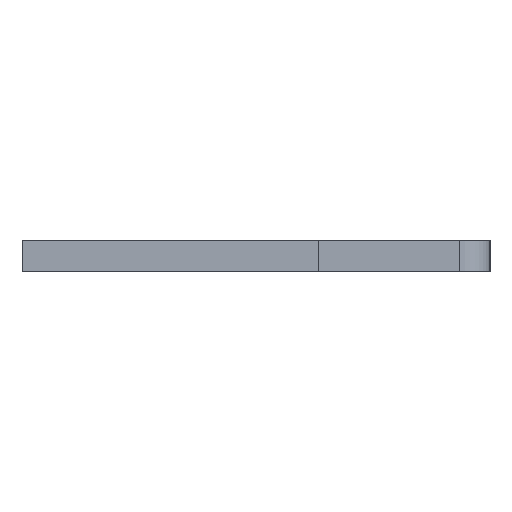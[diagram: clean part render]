
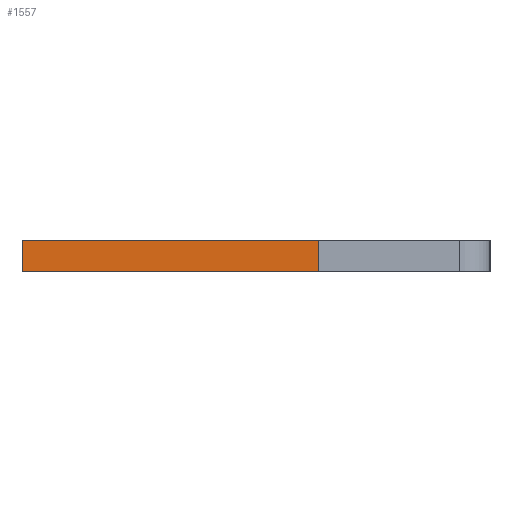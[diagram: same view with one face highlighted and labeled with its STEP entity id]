
A CAD part, left-side view. The second image highlights one B-rep face of the part: STEP entity #1557.
In plain terms, the highlighted face is planar.
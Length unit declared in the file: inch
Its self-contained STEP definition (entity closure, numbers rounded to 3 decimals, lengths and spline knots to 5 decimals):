
#23 = CARTESIAN_POINT ( 'NONE',  ( 0.01, -0.04, -0.04 ) ) ;
#33 = LINE ( 'NONE', #23, #890 ) ;
#100 = AXIS2_PLACEMENT_3D ( 'NONE', #424, #570, #937 ) ;
#109 = CARTESIAN_POINT ( 'NONE',  ( 0.01, 0.15, -0.04 ) ) ;
#128 = LINE ( 'NONE', #184, #437 ) ;
#184 = CARTESIAN_POINT ( 'NONE',  ( 0.01, 0.15, -0.04 ) ) ;
#272 = VERTEX_POINT ( 'NONE', #313 ) ;
#312 = PLANE ( 'NONE',  #100 ) ;
#313 = CARTESIAN_POINT ( 'NONE',  ( -0.01, -0.04, -0.04 ) ) ;
#346 = ORIENTED_EDGE ( 'NONE', *, *, #1355, .F. ) ;
#364 = EDGE_LOOP ( 'NONE', ( #750, #1226, #346, #594 ) ) ;
#424 = CARTESIAN_POINT ( 'NONE',  ( 0.01, 0.15, -0.04 ) ) ;
#437 = VECTOR ( 'NONE', #1598, 39.37008 ) ;
#439 = VECTOR ( 'NONE', #901, 39.37008 ) ;
#513 = LINE ( 'NONE', #1435, #933 ) ;
#522 = CARTESIAN_POINT ( 'NONE',  ( 0.01, 0.15, -0.04 ) ) ;
#570 = DIRECTION ( 'NONE',  ( 0., 0., 1. ) ) ;
#594 = ORIENTED_EDGE ( 'NONE', *, *, #1394, .T. ) ;
#750 = ORIENTED_EDGE ( 'NONE', *, *, #1519, .T. ) ;
#890 = VECTOR ( 'NONE', #1053, 39.37008 ) ;
#901 = DIRECTION ( 'NONE',  ( -1., 0., 0. ) ) ;
#933 = VECTOR ( 'NONE', #1181, 39.37008 ) ;
#937 = DIRECTION ( 'NONE',  ( 1., 0., 0. ) ) ;
#956 = EDGE_CURVE ( 'NONE', #1426, #1449, #1302, .T. ) ;
#1039 = CARTESIAN_POINT ( 'NONE',  ( 0.01, -0.04, -0.04 ) ) ;
#1053 = DIRECTION ( 'NONE',  ( -1., 0., 0. ) ) ;
#1156 = FACE_OUTER_BOUND ( 'NONE', #364, .T. ) ;
#1181 = DIRECTION ( 'NONE',  ( 0., 1., 0. ) ) ;
#1226 = ORIENTED_EDGE ( 'NONE', *, *, #956, .F. ) ;
#1287 = VERTEX_POINT ( 'NONE', #1039 ) ;
#1302 = LINE ( 'NONE', #109, #439 ) ;
#1355 = EDGE_CURVE ( 'NONE', #1287, #1426, #128, .T. ) ;
#1394 = EDGE_CURVE ( 'NONE', #1287, #272, #33, .T. ) ;
#1426 = VERTEX_POINT ( 'NONE', #522 ) ;
#1435 = CARTESIAN_POINT ( 'NONE',  ( -0.01, 0.15, -0.04 ) ) ;
#1449 = VERTEX_POINT ( 'NONE', #1551 ) ;
#1519 = EDGE_CURVE ( 'NONE', #272, #1449, #513, .T. ) ;
#1551 = CARTESIAN_POINT ( 'NONE',  ( -0.01, 0.15, -0.04 ) ) ;
#1557 = ADVANCED_FACE ( 'NONE', ( #1156 ), #312, .F. ) ;
#1598 = DIRECTION ( 'NONE',  ( 0., 1., 0. ) ) ;
